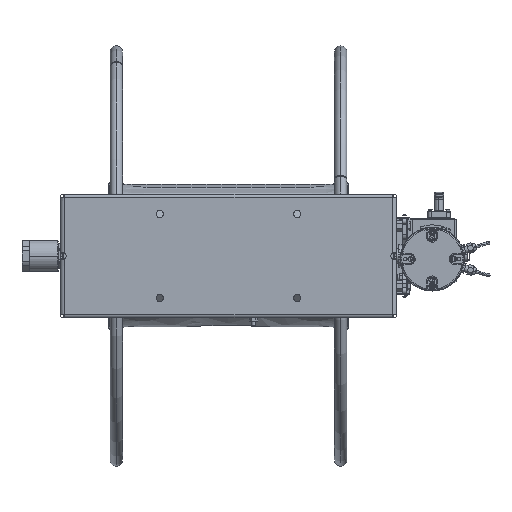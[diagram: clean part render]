
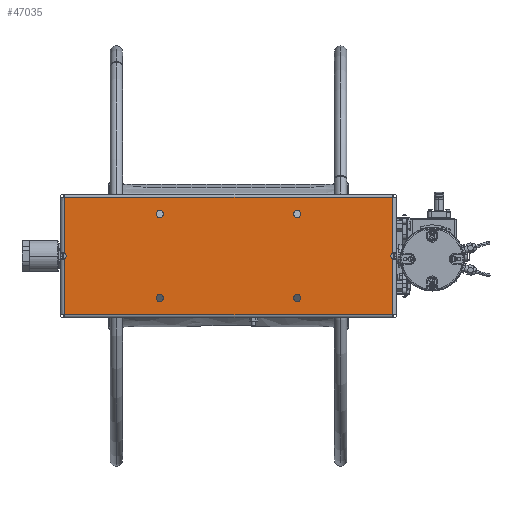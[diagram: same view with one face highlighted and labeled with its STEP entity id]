
A CAD part, front view. The second image highlights one B-rep face of the part: STEP entity #47035.
In plain terms, the highlighted planar face has unit normal (0, -1, 0).
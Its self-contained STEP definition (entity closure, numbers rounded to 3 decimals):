
#44408=DIRECTION('',(0.,0.,-1.));
#44409=VECTOR('',#44408,99.918);
#44410=CARTESIAN_POINT('',(-292.,-429.2,105.));
#44411=LINE('',#44410,#44409);
#44432=DIRECTION('',(0.,0.,-1.));
#44433=VECTOR('',#44432,99.918);
#44434=CARTESIAN_POINT('',(-292.,-429.2,-5.082));
#44435=LINE('',#44434,#44433);
#44445=CARTESIAN_POINT('',(-296.053,-429.2,0.));
#44446=DIRECTION('',(0.,1.,0.));
#44447=DIRECTION('',(0.623,0.,0.782));
#44448=AXIS2_PLACEMENT_3D('',#44445,#44446,#44447);
#44450=CARTESIAN_POINT('',(296.053,-429.2,0.));
#44451=DIRECTION('',(0.,1.,0.));
#44452=DIRECTION('',(-1.,0.,0.));
#44453=AXIS2_PLACEMENT_3D('',#44450,#44451,#44452);
#44455=CARTESIAN_POINT('',(296.053,-429.2,0.));
#44456=DIRECTION('',(0.,1.,0.));
#44457=DIRECTION('',(-0.623,0.,-0.782));
#44458=AXIS2_PLACEMENT_3D('',#44455,#44456,#44457);
#44460=CARTESIAN_POINT('',(-296.053,-429.2,0.));
#44461=DIRECTION('',(0.,1.,0.));
#44462=DIRECTION('',(1.,0.,0.));
#44463=AXIS2_PLACEMENT_3D('',#44460,#44461,#44462);
#44465=CARTESIAN_POINT('',(-122.5,-429.2,-75.));
#44466=DIRECTION('',(0.,-1.,0.));
#44467=DIRECTION('',(1.,0.,0.));
#44468=AXIS2_PLACEMENT_3D('',#44465,#44466,#44467);
#44470=CARTESIAN_POINT('',(-122.5,-429.2,-75.));
#44471=DIRECTION('',(0.,-1.,0.));
#44472=DIRECTION('',(-1.,0.,0.));
#44473=AXIS2_PLACEMENT_3D('',#44470,#44471,#44472);
#44475=CARTESIAN_POINT('',(-122.5,-429.2,75.));
#44476=DIRECTION('',(0.,-1.,0.));
#44477=DIRECTION('',(1.,0.,0.));
#44478=AXIS2_PLACEMENT_3D('',#44475,#44476,#44477);
#44480=CARTESIAN_POINT('',(-122.5,-429.2,75.));
#44481=DIRECTION('',(0.,-1.,0.));
#44482=DIRECTION('',(-1.,0.,0.));
#44483=AXIS2_PLACEMENT_3D('',#44480,#44481,#44482);
#44485=CARTESIAN_POINT('',(122.5,-429.2,-75.));
#44486=DIRECTION('',(0.,1.,0.));
#44487=DIRECTION('',(-1.,0.,0.));
#44488=AXIS2_PLACEMENT_3D('',#44485,#44486,#44487);
#44490=CARTESIAN_POINT('',(122.5,-429.2,-75.));
#44491=DIRECTION('',(0.,1.,0.));
#44492=DIRECTION('',(1.,0.,0.));
#44493=AXIS2_PLACEMENT_3D('',#44490,#44491,#44492);
#44495=CARTESIAN_POINT('',(122.5,-429.2,75.));
#44496=DIRECTION('',(0.,1.,0.));
#44497=DIRECTION('',(-1.,0.,0.));
#44498=AXIS2_PLACEMENT_3D('',#44495,#44496,#44497);
#44500=CARTESIAN_POINT('',(122.5,-429.2,75.));
#44501=DIRECTION('',(0.,1.,0.));
#44502=DIRECTION('',(1.,0.,0.));
#44503=AXIS2_PLACEMENT_3D('',#44500,#44501,#44502);
#44810=DIRECTION('',(0.,0.,-1.));
#44811=VECTOR('',#44810,99.918);
#44812=CARTESIAN_POINT('',(292.,-429.2,105.));
#44813=LINE('',#44812,#44811);
#44853=DIRECTION('',(0.,0.,-1.));
#44854=VECTOR('',#44853,99.918);
#44855=CARTESIAN_POINT('',(292.,-429.2,-5.082));
#44856=LINE('',#44855,#44854);
#45557=DIRECTION('',(1.,0.,0.));
#45558=VECTOR('',#45557,584.);
#45559=CARTESIAN_POINT('',(-292.,-429.2,105.));
#45560=LINE('',#45559,#45558);
#45667=DIRECTION('',(-1.,0.,0.));
#45668=VECTOR('',#45667,584.);
#45669=CARTESIAN_POINT('',(292.,-429.2,-105.));
#45670=LINE('',#45669,#45668);
#46223=CARTESIAN_POINT('',(-292.,-429.2,5.082));
#46224=CARTESIAN_POINT('',(-289.553,-429.2,0.));
#46225=VERTEX_POINT('',#46223);
#46226=VERTEX_POINT('',#46224);
#46227=CARTESIAN_POINT('',(-292.,-429.2,-5.082));
#46228=VERTEX_POINT('',#46227);
#46229=CARTESIAN_POINT('',(289.553,-429.2,0.));
#46230=CARTESIAN_POINT('',(292.,-429.2,5.082));
#46231=VERTEX_POINT('',#46229);
#46232=VERTEX_POINT('',#46230);
#46233=CARTESIAN_POINT('',(292.,-429.2,-5.082));
#46234=VERTEX_POINT('',#46233);
#46265=CARTESIAN_POINT('',(292.,-429.2,105.));
#46266=VERTEX_POINT('',#46265);
#46271=CARTESIAN_POINT('',(292.,-429.2,-105.));
#46272=VERTEX_POINT('',#46271);
#46283=CARTESIAN_POINT('',(-292.,-429.2,105.));
#46284=VERTEX_POINT('',#46283);
#46285=CARTESIAN_POINT('',(-292.,-429.2,-105.));
#46286=VERTEX_POINT('',#46285);
#46353=CARTESIAN_POINT('',(-129.,-429.2,-75.));
#46354=CARTESIAN_POINT('',(-116.,-429.2,-75.));
#46355=VERTEX_POINT('',#46353);
#46356=VERTEX_POINT('',#46354);
#46361=CARTESIAN_POINT('',(-129.,-429.2,75.));
#46362=CARTESIAN_POINT('',(-116.,-429.2,75.));
#46363=VERTEX_POINT('',#46361);
#46364=VERTEX_POINT('',#46362);
#46365=CARTESIAN_POINT('',(116.,-429.2,-75.));
#46366=CARTESIAN_POINT('',(129.,-429.2,-75.));
#46367=VERTEX_POINT('',#46365);
#46368=VERTEX_POINT('',#46366);
#46369=CARTESIAN_POINT('',(116.,-429.2,75.));
#46370=CARTESIAN_POINT('',(129.,-429.2,75.));
#46371=VERTEX_POINT('',#46369);
#46372=VERTEX_POINT('',#46370);
#46986=CARTESIAN_POINT('',(-300.,-429.2,110.));
#46987=DIRECTION('',(0.,-1.,0.));
#46988=DIRECTION('',(1.,0.,0.));
#46989=AXIS2_PLACEMENT_3D('',#46986,#46987,#46988);
#46990=PLANE('',#46989);
#46992=ORIENTED_EDGE('',*,*,#46991,.F.);
#46993=ORIENTED_EDGE('',*,*,#46942,.F.);
#46995=ORIENTED_EDGE('',*,*,#46994,.T.);
#46997=ORIENTED_EDGE('',*,*,#46996,.T.);
#46999=ORIENTED_EDGE('',*,*,#46998,.F.);
#47001=ORIENTED_EDGE('',*,*,#47000,.F.);
#47003=ORIENTED_EDGE('',*,*,#47002,.T.);
#47005=ORIENTED_EDGE('',*,*,#47004,.T.);
#47006=ORIENTED_EDGE('',*,*,#46966,.F.);
#47008=ORIENTED_EDGE('',*,*,#47007,.F.);
#47009=EDGE_LOOP('',(#46992,#46993,#46995,#46997,#46999,#47001,#47003,#47005,
#47006,#47008));
#47010=FACE_OUTER_BOUND('',#47009,.F.);
#47012=ORIENTED_EDGE('',*,*,#47011,.T.);
#47014=ORIENTED_EDGE('',*,*,#47013,.T.);
#47015=EDGE_LOOP('',(#47012,#47014));
#47016=FACE_BOUND('',#47015,.F.);
#47018=ORIENTED_EDGE('',*,*,#47017,.T.);
#47020=ORIENTED_EDGE('',*,*,#47019,.T.);
#47021=EDGE_LOOP('',(#47018,#47020));
#47022=FACE_BOUND('',#47021,.F.);
#47024=ORIENTED_EDGE('',*,*,#47023,.F.);
#47026=ORIENTED_EDGE('',*,*,#47025,.F.);
#47027=EDGE_LOOP('',(#47024,#47026));
#47028=FACE_BOUND('',#47027,.F.);
#47030=ORIENTED_EDGE('',*,*,#47029,.F.);
#47032=ORIENTED_EDGE('',*,*,#47031,.F.);
#47033=EDGE_LOOP('',(#47030,#47032));
#47034=FACE_BOUND('',#47033,.F.);
#47035=ADVANCED_FACE('',(#47010,#47016,#47022,#47028,#47034),#46990,.T.);
#44449=CIRCLE('',#44448,6.5);
#44454=CIRCLE('',#44453,6.5);
#44459=CIRCLE('',#44458,6.5);
#44464=CIRCLE('',#44463,6.5);
#44469=CIRCLE('',#44468,6.5);
#44474=CIRCLE('',#44473,6.5);
#44479=CIRCLE('',#44478,6.5);
#44484=CIRCLE('',#44483,6.5);
#44489=CIRCLE('',#44488,6.5);
#44494=CIRCLE('',#44493,6.5);
#44499=CIRCLE('',#44498,6.5);
#44504=CIRCLE('',#44503,6.5);
#46942=EDGE_CURVE('',#46284,#46225,#44411,.T.);
#46966=EDGE_CURVE('',#46228,#46286,#44435,.T.);
#46991=EDGE_CURVE('',#46225,#46226,#44449,.T.);
#46994=EDGE_CURVE('',#46284,#46266,#45560,.T.);
#46996=EDGE_CURVE('',#46266,#46232,#44813,.T.);
#46998=EDGE_CURVE('',#46231,#46232,#44454,.T.);
#47000=EDGE_CURVE('',#46234,#46231,#44459,.T.);
#47002=EDGE_CURVE('',#46234,#46272,#44856,.T.);
#47004=EDGE_CURVE('',#46272,#46286,#45670,.T.);
#47007=EDGE_CURVE('',#46226,#46228,#44464,.T.);
#47011=EDGE_CURVE('',#46356,#46355,#44469,.T.);
#47013=EDGE_CURVE('',#46355,#46356,#44474,.T.);
#47017=EDGE_CURVE('',#46364,#46363,#44479,.T.);
#47019=EDGE_CURVE('',#46363,#46364,#44484,.T.);
#47023=EDGE_CURVE('',#46367,#46368,#44489,.T.);
#47025=EDGE_CURVE('',#46368,#46367,#44494,.T.);
#47029=EDGE_CURVE('',#46371,#46372,#44499,.T.);
#47031=EDGE_CURVE('',#46372,#46371,#44504,.T.);
